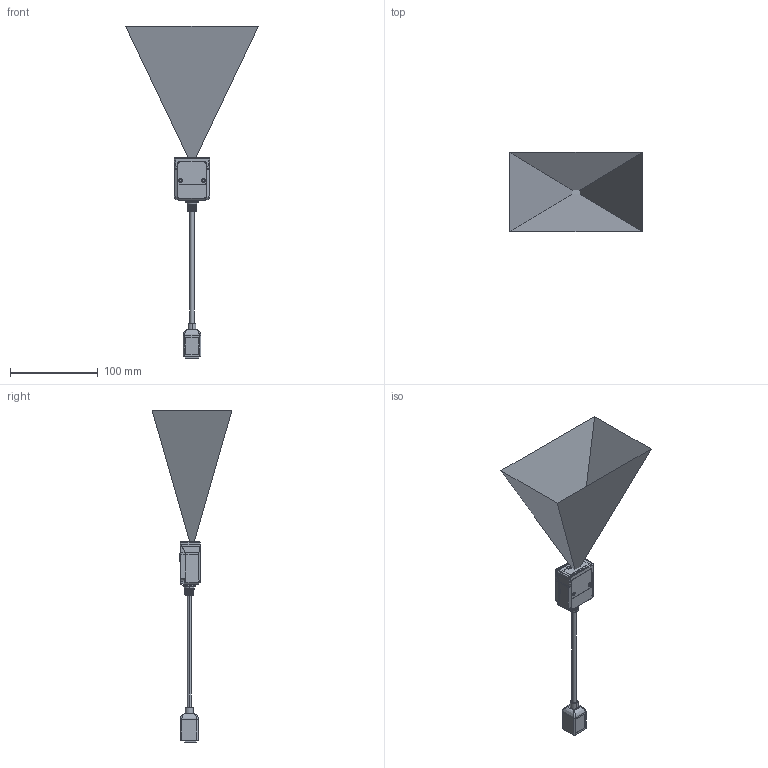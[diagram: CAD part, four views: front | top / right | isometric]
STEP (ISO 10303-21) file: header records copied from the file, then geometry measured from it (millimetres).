
FILE_DESCRIPTION((''),'2;1');
FILE_NAME('FM430-WAIGUAN','2021-03-12T10:44:56',('Administrator'),(''),'CREO PARAMETRIC BY PTC INC, 2016390','CREO PARAMETRIC BY PTC INC, 2016390','');
FILE_SCHEMA(('CONFIG_CONTROL_DESIGN','SHAPE_APPEARANCE_LAYERS_GROUPS'));
Products named in the file (1): FM430-WAIGUAN
Bounding box: 151.33 x 90.97 x 378.67 mm (x, y, z)
Volume: 58755.9 mm3; surface area: 62967.8 mm2
Topology: 2 solids, 29 shells, 1677 faces, 4849 edges, 3297 vertices
Faces by surface type: plane 1066, cylinder 329, bspline 133, cone 84, torus 40, extrusion 18, sphere 7
Entity records: 69397 total; most frequent: CARTESIAN_POINT 20710, ORIENTED_EDGE 9324, DIRECTION 8535, EDGE_CURVE 4831, VERTEX_POINT 3297, VECTOR 2945, LINE 2927, AXIS2_PLACEMENT_3D 2795
